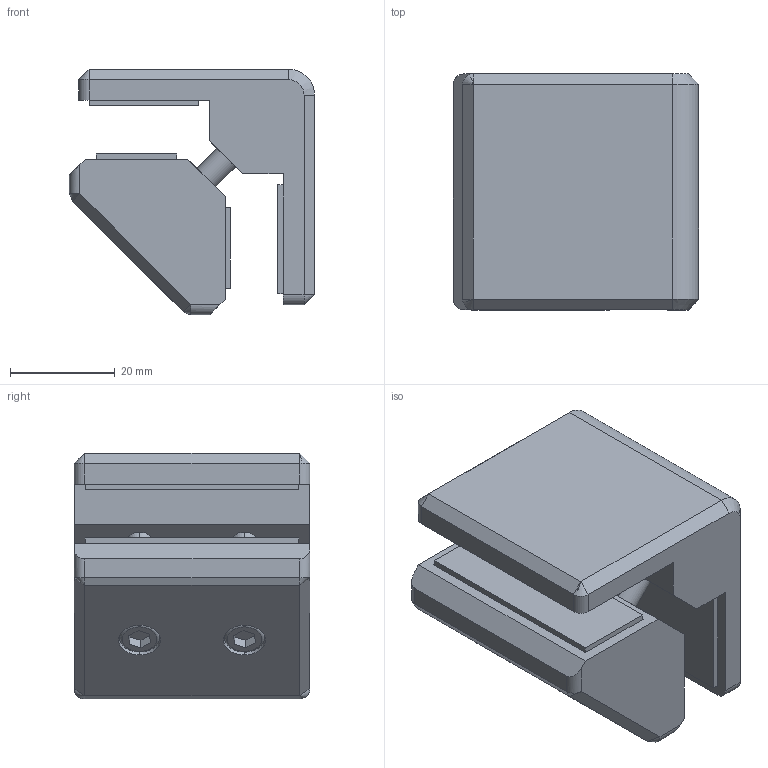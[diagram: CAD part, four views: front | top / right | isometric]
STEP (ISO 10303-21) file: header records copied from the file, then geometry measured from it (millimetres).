
FILE_DESCRIPTION (( 'STEP AP203' ), '1' );
FILE_NAME ('3D_GG-4056_6.76-12.76_188770000.STEP', '2024-11-05T15:03:28', ( '' ), ( '' ), 'SwSTEP 2.0', 'SolidWorks 2023', '' );
FILE_SCHEMA (( 'CONFIG_CONTROL_DESIGN' ));
Length unit declared in the file: millimetre
Products named in the file (1): 3D_GG-4056_6.76-12.76_188770000
Bounding box: 46.75 x 45 x 46.91 mm (x, y, z)
Volume: 59505.4 mm3; surface area: 19591.1 mm2
Topology: 3 solids, 4 shells, 136 faces, 312 edges, 192 vertices
Faces by surface type: plane 95, cylinder 27, cone 6, torus 4, bspline 4
Entity records: 3899 total; most frequent: CARTESIAN_POINT 797, DIRECTION 610, ORIENTED_EDGE 608, EDGE_CURVE 304, LINE 232, VECTOR 232, VERTEX_POINT 192, AXIS2_PLACEMENT_3D 189
